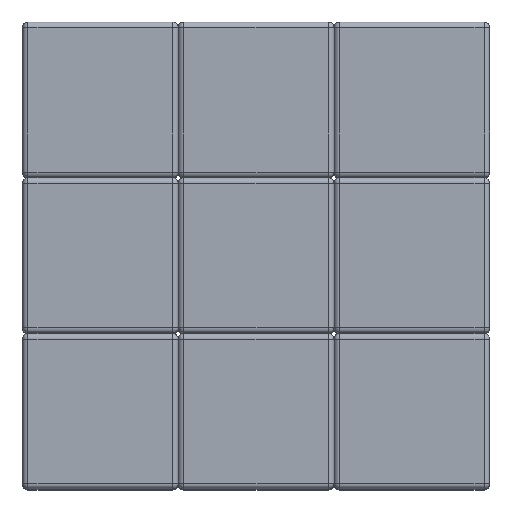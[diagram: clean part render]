
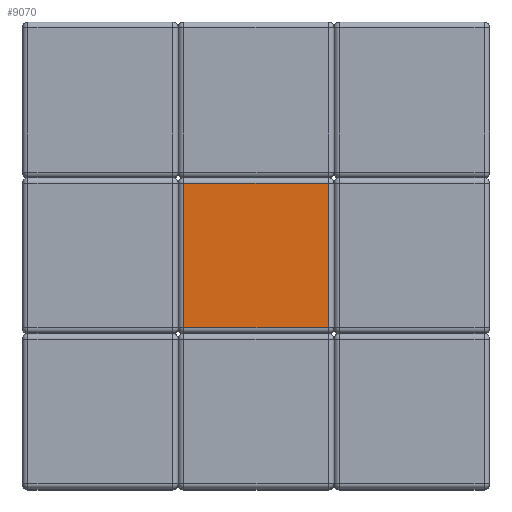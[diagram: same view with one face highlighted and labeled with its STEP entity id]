
A CAD part, top view. The second image highlights one B-rep face of the part: STEP entity #9070.
In plain terms, the highlighted face is planar.
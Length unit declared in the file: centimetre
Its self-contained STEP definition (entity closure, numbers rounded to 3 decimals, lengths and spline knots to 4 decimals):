
#324=PLANE('',#10298);
#611=LINE('',#15509,#1259);
#613=LINE('',#15512,#1261);
#619=LINE('',#15521,#1267);
#621=LINE('',#15524,#1269);
#1259=VECTOR('',#12251,1.);
#1261=VECTOR('',#12255,1.);
#1267=VECTOR('',#12267,1.);
#1269=VECTOR('',#12271,1.);
#2266=FACE_OUTER_BOUND('',#2968,.T.);
#2968=EDGE_LOOP('',(#6807,#6808,#6809,#6810));
#4294=VERTEX_POINT('',#15477);
#4300=VERTEX_POINT('',#15491);
#4301=VERTEX_POINT('',#15495);
#4306=VERTEX_POINT('',#15505);
#5123=EDGE_CURVE('',#4301,#4306,#611,.T.);
#5125=EDGE_CURVE('',#4306,#4300,#613,.T.);
#5131=EDGE_CURVE('',#4294,#4301,#619,.T.);
#5133=EDGE_CURVE('',#4300,#4294,#621,.T.);
#6807=ORIENTED_EDGE('',*,*,#5123,.F.);
#6808=ORIENTED_EDGE('',*,*,#5131,.F.);
#6809=ORIENTED_EDGE('',*,*,#5133,.F.);
#6810=ORIENTED_EDGE('',*,*,#5125,.F.);
#9070=ADVANCED_FACE('',(#2266),#324,.F.);
#10298=AXIS2_PLACEMENT_3D('',#15545,#12299,#12300);
#12251=DIRECTION('',(1.,0.,0.));
#12255=DIRECTION('',(0.,0.,-1.));
#12267=DIRECTION('',(0.,0.,1.));
#12271=DIRECTION('',(-1.,0.,0.));
#12299=DIRECTION('center_axis',(0.,1.,0.));
#12300=DIRECTION('ref_axis',(1.,0.,0.));
#15477=CARTESIAN_POINT('',(23.2,9.,0.2));
#15491=CARTESIAN_POINT('',(28.4,9.,0.2));
#15495=CARTESIAN_POINT('',(23.2,9.,5.4));
#15505=CARTESIAN_POINT('',(28.4,9.,5.4));
#15509=CARTESIAN_POINT('',(24.4,9.,5.4));
#15512=CARTESIAN_POINT('',(28.4,9.,4.2));
#15521=CARTESIAN_POINT('',(23.2,9.,1.4));
#15524=CARTESIAN_POINT('',(27.2,9.,0.2));
#15545=CARTESIAN_POINT('Origin',(25.8,9.,2.8));
